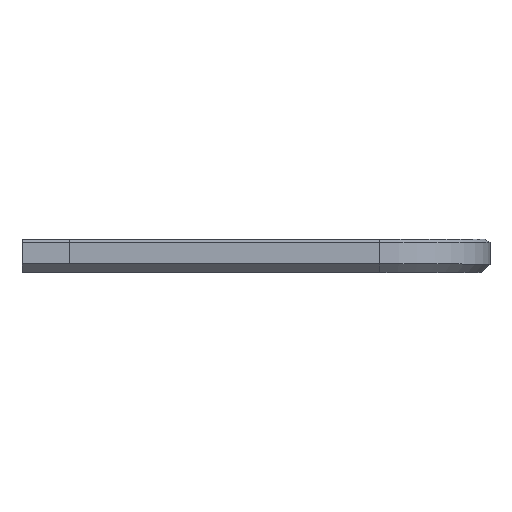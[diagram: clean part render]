
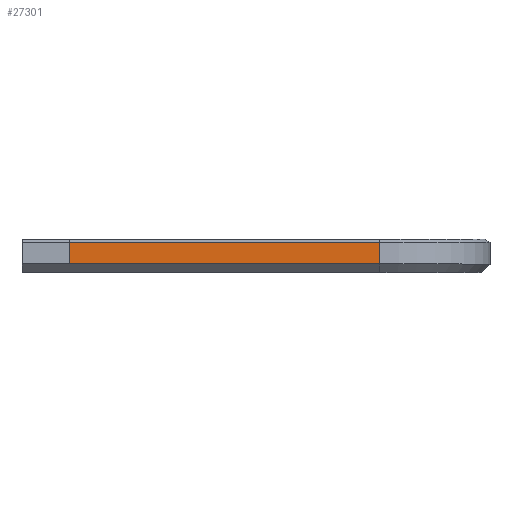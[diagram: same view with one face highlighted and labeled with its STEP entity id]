
A CAD part, top view. The second image highlights one B-rep face of the part: STEP entity #27301.
In plain terms, the highlighted planar face has unit normal (0, 0, 1).
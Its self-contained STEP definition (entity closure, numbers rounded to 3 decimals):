
#21 = LINE ( 'NONE', #10019, #2400 ) ;
#165 = CARTESIAN_POINT ( 'NONE',  ( 152.5, 3., 0. ) ) ;
#1728 = CARTESIAN_POINT ( 'NONE',  ( 265., 0., 0. ) ) ;
#1811 = VECTOR ( 'NONE', #23501, 1000. ) ;
#2400 = VECTOR ( 'NONE', #26964, 1000. ) ;
#2455 = EDGE_CURVE ( 'NONE', #4508, #12719, #5719, .T. ) ;
#2688 = EDGE_CURVE ( 'NONE', #18287, #21533, #21, .T. ) ;
#3350 = CARTESIAN_POINT ( 'NONE',  ( 152.5, 0., 0. ) ) ;
#4146 = LINE ( 'NONE', #13841, #1811 ) ;
#4508 = VERTEX_POINT ( 'NONE', #14189 ) ;
#5579 = DIRECTION ( 'NONE',  ( 0., -1., 0. ) ) ;
#5674 = DIRECTION ( 'NONE',  ( -1., 0., 0. ) ) ;
#5719 = LINE ( 'NONE', #3350, #15548 ) ;
#6008 = CARTESIAN_POINT ( 'NONE',  ( 265., 3., 0. ) ) ;
#7259 = DIRECTION ( 'NONE',  ( 0., 0., -1. ) ) ;
#7781 = CARTESIAN_POINT ( 'NONE',  ( 265., 3., 0. ) ) ;
#10019 = CARTESIAN_POINT ( 'NONE',  ( 265., 0., 0. ) ) ;
#12719 = VERTEX_POINT ( 'NONE', #165 ) ;
#13555 = ORIENTED_EDGE ( 'NONE', *, *, #2688, .F. ) ;
#13841 = CARTESIAN_POINT ( 'NONE',  ( 265., 10.845, 0. ) ) ;
#14189 = CARTESIAN_POINT ( 'NONE',  ( 152.5, 10.845, 0. ) ) ;
#14418 = FACE_OUTER_BOUND ( 'NONE', #30318, .T. ) ;
#15513 = CARTESIAN_POINT ( 'NONE',  ( 265., 10.845, 0. ) ) ;
#15548 = VECTOR ( 'NONE', #5579, 1000. ) ;
#16742 = EDGE_CURVE ( 'NONE', #21533, #12719, #19983, .T. ) ;
#18246 = ORIENTED_EDGE ( 'NONE', *, *, #23974, .T. ) ;
#18287 = VERTEX_POINT ( 'NONE', #15513 ) ;
#18587 = ORIENTED_EDGE ( 'NONE', *, *, #2455, .T. ) ;
#19983 = LINE ( 'NONE', #6008, #22657 ) ;
#21086 = PLANE ( 'NONE',  #22499 ) ;
#21533 = VERTEX_POINT ( 'NONE', #7781 ) ;
#21936 = ORIENTED_EDGE ( 'NONE', *, *, #16742, .F. ) ;
#22499 = AXIS2_PLACEMENT_3D ( 'NONE', #1728, #7259, #28370 ) ;
#22657 = VECTOR ( 'NONE', #5674, 1000. ) ;
#23501 = DIRECTION ( 'NONE',  ( -1., 0., 0. ) ) ;
#23974 = EDGE_CURVE ( 'NONE', #18287, #4508, #4146, .T. ) ;
#26964 = DIRECTION ( 'NONE',  ( 0., -1., 0. ) ) ;
#27301 = ADVANCED_FACE ( 'NONE', ( #14418 ), #21086, .F. ) ;
#28370 = DIRECTION ( 'NONE',  ( -1., 0., 0. ) ) ;
#30318 = EDGE_LOOP ( 'NONE', ( #18246, #18587, #21936, #13555 ) ) ;
